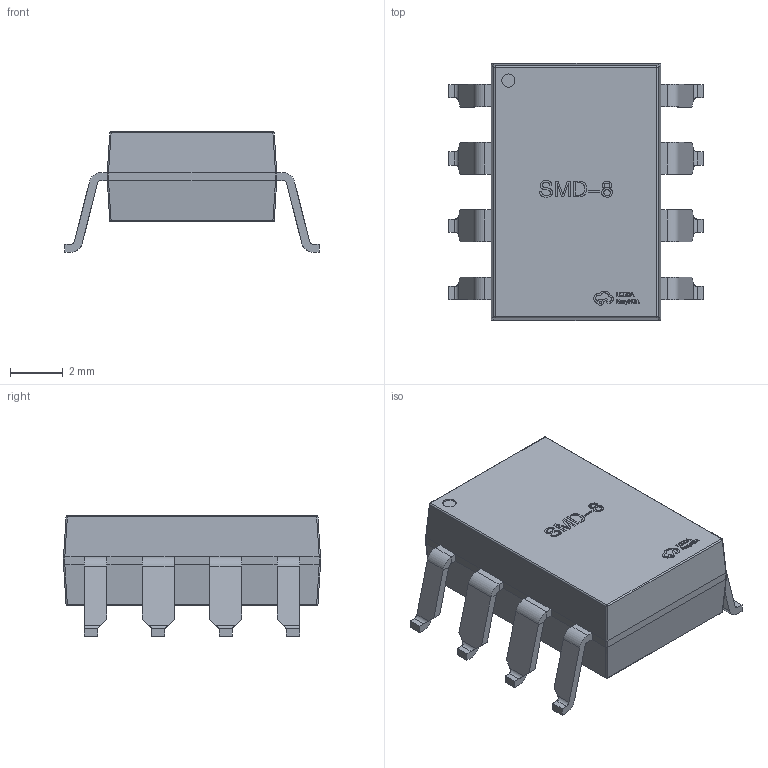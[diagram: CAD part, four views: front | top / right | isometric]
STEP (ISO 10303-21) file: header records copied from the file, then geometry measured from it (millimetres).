
FILE_DESCRIPTION (( 'STEP AP214' ), '1' );
FILE_NAME ('SMD-8_L9.6-W6.4-H4.5-LS9.6-P2.54.step', '2022-07-26T08:56:19', ( '' ), ( '' ), 'SwSTEP 2.0', 'SolidWorks 2020', '' );
FILE_SCHEMA (( 'AUTOMOTIVE_DESIGN' ));
Length unit declared in the file: millimetre
Products named in the file (1): SMD-8_L9.6-W6.4-H4.5-LS9.6-P2.54
Bounding box: 9.6 x 9.7 x 4.55 mm (x, y, z)
Volume: 213.9 mm3; surface area: 294.5 mm2
Topology: 14 solids, 14 shells, 572 faces, 1468 edges, 940 vertices
Faces by surface type: plane 357, bspline 153, cylinder 54, sphere 8
Entity records: 25850 total; most frequent: CARTESIAN_POINT 7578, ORIENTED_EDGE 2936, DIRECTION 2042, EDGE_CURVE 1468, LINE 1042, VECTOR 1042, VERTEX_POINT 940, EDGE_LOOP 600
